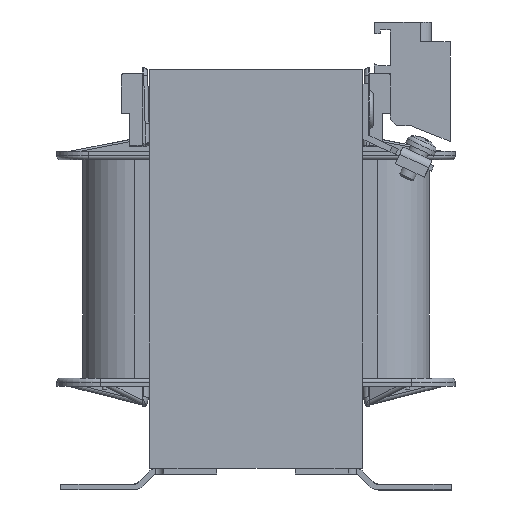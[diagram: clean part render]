
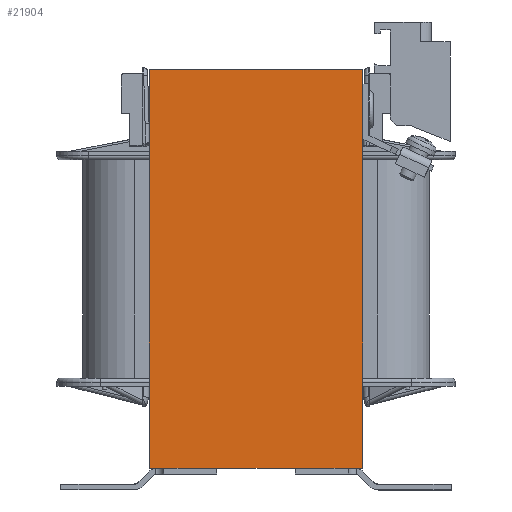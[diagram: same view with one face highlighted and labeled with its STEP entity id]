
A CAD part, left-side view. The second image highlights one B-rep face of the part: STEP entity #21904.
In plain terms, the highlighted planar face has unit normal (-1, 0, 0).
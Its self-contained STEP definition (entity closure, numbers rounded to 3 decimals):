
#2408=FACE_OUTER_BOUND('',#3527,.T.);
#3527=EDGE_LOOP('',(#18798,#18799,#18800,#18801,#18802,#18803,#18804,#18805));
#4418=LINE('',#32398,#6589);
#4426=LINE('',#32415,#6597);
#5651=LINE('',#36846,#7822);
#5663=LINE('',#36877,#7834);
#5687=LINE('',#36938,#7858);
#5688=LINE('',#36939,#7859);
#5689=LINE('',#36940,#7860);
#5690=LINE('',#36941,#7861);
#6589=VECTOR('',#25214,10.);
#6597=VECTOR('',#25236,10.);
#7822=VECTOR('',#28777,10.);
#7834=VECTOR('',#28799,10.);
#7858=VECTOR('',#28865,10.);
#7859=VECTOR('',#28866,10.);
#7860=VECTOR('',#28867,10.);
#7861=VECTOR('',#28868,10.);
#8593=VERTEX_POINT('',#32150);
#8672=VERTEX_POINT('',#32397);
#8673=VERTEX_POINT('',#32413);
#8674=VERTEX_POINT('',#32414);
#9799=VERTEX_POINT('',#36844);
#9800=VERTEX_POINT('',#36845);
#9813=VERTEX_POINT('',#36874);
#9814=VERTEX_POINT('',#36876);
#10989=EDGE_CURVE('',#8672,#8593,#4418,.T.);
#10997=EDGE_CURVE('',#8673,#8674,#4426,.T.);
#12805=EDGE_CURVE('',#9799,#9800,#5651,.T.);
#12821=EDGE_CURVE('',#9814,#9813,#5663,.T.);
#12853=EDGE_CURVE('',#9800,#8673,#5687,.T.);
#12854=EDGE_CURVE('',#8674,#8672,#5688,.T.);
#12855=EDGE_CURVE('',#8593,#9814,#5689,.T.);
#12856=EDGE_CURVE('',#9799,#9813,#5690,.T.);
#18798=ORIENTED_EDGE('',*,*,#12805,.T.);
#18799=ORIENTED_EDGE('',*,*,#12853,.T.);
#18800=ORIENTED_EDGE('',*,*,#10997,.T.);
#18801=ORIENTED_EDGE('',*,*,#12854,.T.);
#18802=ORIENTED_EDGE('',*,*,#10989,.T.);
#18803=ORIENTED_EDGE('',*,*,#12855,.T.);
#18804=ORIENTED_EDGE('',*,*,#12821,.T.);
#18805=ORIENTED_EDGE('',*,*,#12856,.F.);
#19804=PLANE('',#23544);
#21904=ADVANCED_FACE('',(#2408),#19804,.T.);
#23544=AXIS2_PLACEMENT_3D('',#36937,#28863,#28864);
#25214=DIRECTION('',(0.,-1.,0.));
#25236=DIRECTION('',(0.,-1.,0.));
#28777=DIRECTION('',(0.,0.,-1.));
#28799=DIRECTION('',(0.,0.,1.));
#28863=DIRECTION('center_axis',(-1.,0.,0.));
#28864=DIRECTION('ref_axis',(0.,0.,1.));
#28865=DIRECTION('',(0.,-1.,0.));
#28866=DIRECTION('',(0.,-1.,0.));
#28867=DIRECTION('',(0.,-1.,0.));
#28868=DIRECTION('',(0.,-1.,0.));
#32150=CARTESIAN_POINT('',(-60.,-23.15,-50.));
#32397=CARTESIAN_POINT('',(-60.,-9.9,-50.));
#32398=CARTESIAN_POINT('',(-60.,0.,-50.));
#32413=CARTESIAN_POINT('',(-60.,23.15,-50.));
#32414=CARTESIAN_POINT('',(-60.,9.9,-50.));
#32415=CARTESIAN_POINT('',(-60.,0.,-50.));
#36844=CARTESIAN_POINT('',(-60.,26.85,50.));
#36845=CARTESIAN_POINT('',(-60.,26.85,-50.));
#36846=CARTESIAN_POINT('',(-60.,26.85,50.));
#36874=CARTESIAN_POINT('',(-60.,-26.85,50.));
#36876=CARTESIAN_POINT('',(-60.,-26.85,-50.));
#36877=CARTESIAN_POINT('',(-60.,-26.85,50.));
#36937=CARTESIAN_POINT('Origin',(-60.,0.,50.));
#36938=CARTESIAN_POINT('',(-60.,0.,-50.));
#36939=CARTESIAN_POINT('',(-60.,0.,-50.));
#36940=CARTESIAN_POINT('',(-60.,0.,-50.));
#36941=CARTESIAN_POINT('',(-60.,0.,50.));
